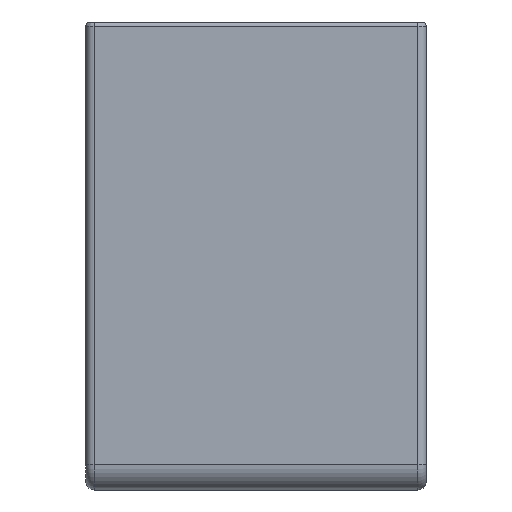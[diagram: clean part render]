
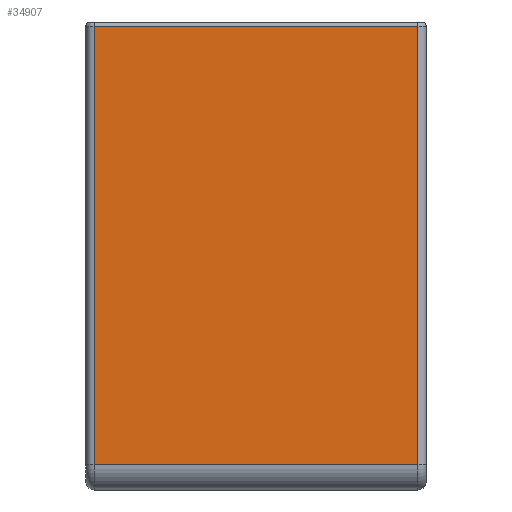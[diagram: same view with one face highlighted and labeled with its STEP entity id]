
A CAD part, left-side view. The second image highlights one B-rep face of the part: STEP entity #34907.
In plain terms, the highlighted planar face has unit normal (-1, 0, 0).
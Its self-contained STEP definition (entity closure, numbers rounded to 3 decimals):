
#12527=DIRECTION('',(0.,-1.,0.));
#12528=VECTOR('',#12527,38.);
#12529=CARTESIAN_POINT('',(-60.,39.,54.5));
#12530=LINE('',#12529,#12528);
#12531=DIRECTION('',(0.,0.,-1.));
#12532=VECTOR('',#12531,51.5);
#12533=CARTESIAN_POINT('',(-60.,1.,54.5));
#12534=LINE('',#12533,#12532);
#12535=DIRECTION('',(0.,1.,0.));
#12536=VECTOR('',#12535,38.);
#12537=CARTESIAN_POINT('',(-60.,1.,3.));
#12538=LINE('',#12537,#12536);
#12539=DIRECTION('',(0.,0.,1.));
#12540=VECTOR('',#12539,51.5);
#12541=CARTESIAN_POINT('',(-60.,39.,3.));
#12542=LINE('',#12541,#12540);
#12924=CARTESIAN_POINT('',(-60.,1.,3.));
#12925=VERTEX_POINT('',#12924);
#12931=CARTESIAN_POINT('',(-60.,39.,3.));
#12933=VERTEX_POINT('',#12931);
#14131=CARTESIAN_POINT('',(-60.,39.,54.5));
#14132=VERTEX_POINT('',#14131);
#14135=CARTESIAN_POINT('',(-60.,1.,54.5));
#14136=VERTEX_POINT('',#14135);
#34896=CARTESIAN_POINT('',(-60.,40.,0.));
#34897=DIRECTION('',(-1.,0.,0.));
#34898=DIRECTION('',(0.,-1.,0.));
#34899=AXIS2_PLACEMENT_3D('',#34896,#34897,#34898);
#34900=PLANE('',#34899);
#34901=ORIENTED_EDGE('',*,*,#19194,.T.);
#34902=ORIENTED_EDGE('',*,*,#34865,.T.);
#34903=ORIENTED_EDGE('',*,*,#34891,.T.);
#34904=ORIENTED_EDGE('',*,*,#19153,.T.);
#34905=EDGE_LOOP('',(#34901,#34902,#34903,#34904));
#34906=FACE_OUTER_BOUND('',#34905,.F.);
#34907=ADVANCED_FACE('',(#34906),#34900,.T.);
#19153=EDGE_CURVE('',#12933,#14132,#12542,.T.);
#19194=EDGE_CURVE('',#14132,#14136,#12530,.T.);
#34865=EDGE_CURVE('',#14136,#12925,#12534,.T.);
#34891=EDGE_CURVE('',#12925,#12933,#12538,.T.);
